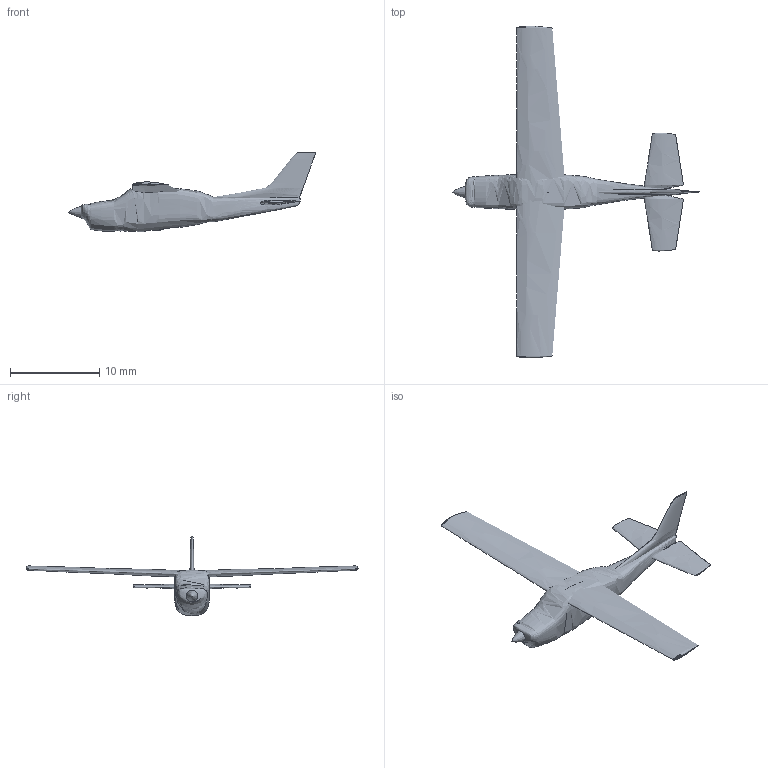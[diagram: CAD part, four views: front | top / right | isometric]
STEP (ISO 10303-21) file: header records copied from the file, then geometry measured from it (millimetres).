
FILE_DESCRIPTION((''),'1');
FILE_NAME('outfile.stp','2024-04-12T14:25:43',(''),(''),'','','');
FILE_SCHEMA(('CONFIG_CONTROL_DESIGN'));
Length unit declared in the file: millimetre
Bounding box: 27.73 x 37.19 x 8.93 mm (x, y, z)
Surface area: 722.3 mm2 (no closed solid volume)
Topology: 0 solids, 0 shells, 7 faces, 21 edges, 14 vertices
Faces by surface type: bspline 7
Entity records: 16823 total; most frequent: CARTESIAN_POINT 16750, B_SPLINE_SURFACE_WITH_KNOTS 7, GEOMETRIC_SET 7, GEOMETRICALLY_BOUNDED_SURFACE_SHAPE_REPRESENTATION 7, SHAPE_REPRESENTATION_RELATIONSHIP 7, PERSON_AND_ORGANIZATION_ROLE 4, CC_DESIGN_PERSON_AND_ORGANIZATION_ASSIGNMENT 4, DIRECTION 2
